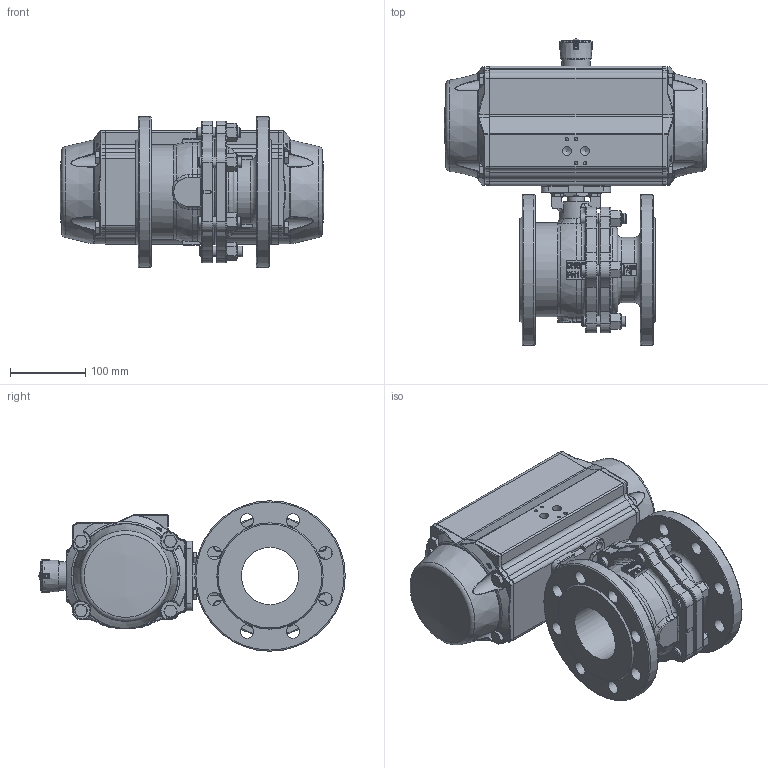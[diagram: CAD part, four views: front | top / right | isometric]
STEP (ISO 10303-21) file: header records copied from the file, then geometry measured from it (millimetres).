
FILE_DESCRIPTION(/* description */ ('Unknown'),/* implementation_level */ '2;1');
FILE_NAME(/* name */ 'FR06 0921_0930-11',/* time_stamp */ '2023-08-02T09:03:07+02:00',/* author */ ('Unknown'),/* organization */ ('Unknown'),/* preprocessor_version */ 'ST-DEVELOPER v18.102',/* originating_system */ 'Solid Edge',/* authorisation */ 'Unknown');
FILE_SCHEMA (('AUTOMOTIVE_DESIGN {1 0 10303 214 3 1 1}'));
Products named in the file (17): FR060921-11; 921_930-11; DN80 PN16 概极; DN80 PN16 概裔; hex nuts, style 2-grades ab gb_GB_HEXAGON_TYPE13 M14 Normal Style-N; 概裝-100141205045204_304; hex jam nut_ai_HJNUT 0.8750-14-D-N; double end studs bm=2d gb_GB_FASTENER_BOLT_DESB20 A M14X30-C; DIN 933 M8x25 A2-70 BLK_EDST; DW07_FR06_(DW333_FR248); KP-125; ָʾ; 硌尨釱; 硌尨梓尨_酴伎; 指示标示(黄色）_红色; cup head nib bolts with large head gb_GB_FASTENER_BOLT_CHNBW M6X25-N; hexagon head bolts--product grade c gb_GB_FASTENER_BOLT_HHBC M10X45-N
Assembly tree (38 placements, depth 4):
  FR060921-11
    921_930-11
      DN80 PN16 概极
      DN80 PN16 概裔
      hex nuts, style 2-grades ab gb_GB_HEXAGON_TYPE13 M14 Normal Style-N  x6
      概裝-100141205045204_304
      hex jam nut_ai_HJNUT 0.8750-14-D-N
      double end studs bm=2d gb_GB_FASTENER_BOLT_DESB20 A M14X30-C  x6
    DIN 933 M8x25 A2-70 BLK_EDST  x4
    DW07_FR06_(DW333_FR248)
      KP-125
      ָʾ
        硌尨釱
        硌尨梓尨_酴伎  x2
        指示标示(黄色）_红色  x2
      cup head nib bolts with large head gb_GB_FASTENER_BOLT_CHNBW M6X25-N
      hexagon head bolts--product grade c gb_GB_FASTENER_BOLT_HHBC M10X45-N  x8
Bounding box: 349.9 x 407.4 x 200 mm (x, y, z)
Volume: 8901534.8 mm3; surface area: 624737.4 mm2
Topology: 35 solids, 35 shells, 2082 faces, 4882 edges, 2950 vertices
Faces by surface type: plane 773, cylinder 453, bspline 321, cone 287, torus 224, sphere 24
Full cylindrical faces by diameter (mm): 3 x16, 3.3 x8, 4.2 x8, 4.66 x1, 5 x1, 6 x1, 6.2 x1, 6.8 x4, 8 x4, 8.5 x16, 10 x8, 11 x4, 11.8 x2, 11.835 x6, 12 x6, 13 x4, 14 x18, 16 x6, 18 x16, 20.637 x1, 21.7 x1, 22.2 x1, 22.225 x1, 24 x2, 24.7 x1, 31 x2, 31.5 x1, 32 x1, 38 x1, 38.5 x1
Entity records: 61531 total; most frequent: CARTESIAN_POINT 26379, ORIENTED_EDGE 7106, DIRECTION 6833, EDGE_CURVE 3553, AXIS2_PLACEMENT_3D 2658, VERTEX_POINT 2283, FACE_BOUND 1996, EDGE_LOOP 1973
